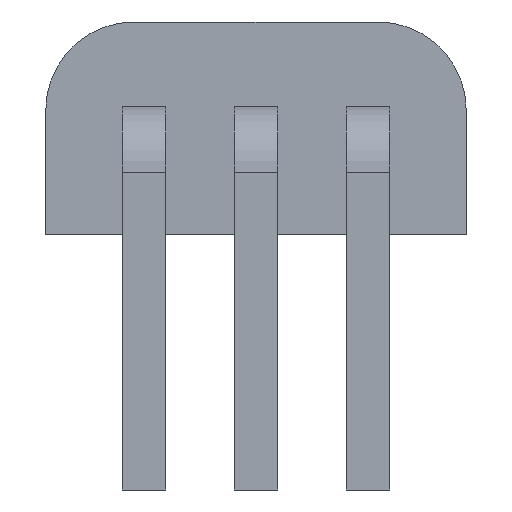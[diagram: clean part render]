
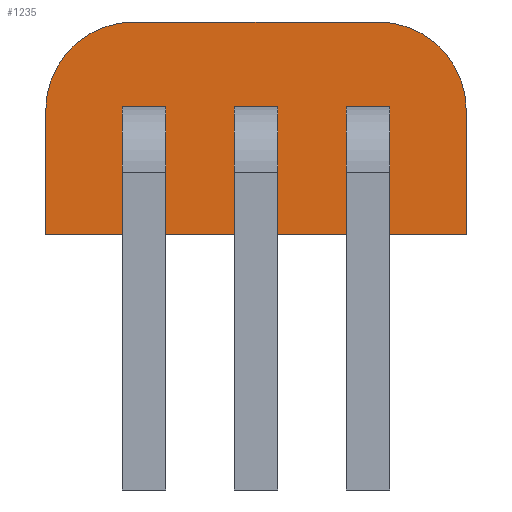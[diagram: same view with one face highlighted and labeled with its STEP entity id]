
A CAD part, front view. The second image highlights one B-rep face of the part: STEP entity #1235.
In plain terms, the highlighted planar face has unit normal (0, -1, 0).
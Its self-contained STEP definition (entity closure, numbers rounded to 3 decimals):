
#1034=CARTESIAN_POINT('',(1.385,2.205,2.41));
#1035=VERTEX_POINT('',#1034);
#1042=CARTESIAN_POINT('',(2.385,2.205,1.41));
#1043=VERTEX_POINT('',#1042);
#1044=CARTESIAN_POINT('',(1.385,2.205,1.41));
#1045=DIRECTION('',(0.,1.0,0.));
#1046=DIRECTION('',(0.707,0.,0.707));
#1047=AXIS2_PLACEMENT_3D('',#1044,#1045,#1046);
#1048=CIRCLE('',#1047,1.0);
#1049=EDGE_CURVE('',#1035,#1043,#1048,.T.);
#1074=CARTESIAN_POINT('',(-1.385,2.205,2.41));
#1075=VERTEX_POINT('',#1074);
#1082=CARTESIAN_POINT('',(-1.385,2.205,2.41));
#1083=DIRECTION('',(1.0,0.0,0.0));
#1084=VECTOR('',#1083,2.77);
#1085=LINE('',#1082,#1084);
#1086=EDGE_CURVE('',#1075,#1035,#1085,.T.);
#1138=CARTESIAN_POINT('',(-2.385,2.205,1.41));
#1139=VERTEX_POINT('',#1138);
#1146=CARTESIAN_POINT('',(-1.385,2.205,1.41));
#1147=DIRECTION('',(0.,1.0,0.));
#1148=DIRECTION('',(-0.707,0.,0.707));
#1149=AXIS2_PLACEMENT_3D('',#1146,#1147,#1148);
#1150=CIRCLE('',#1149,1.0);
#1151=EDGE_CURVE('',#1139,#1075,#1150,.T.);
#1164=CARTESIAN_POINT('',(-2.385,2.205,0.));
#1165=VERTEX_POINT('',#1164);
#1172=CARTESIAN_POINT('',(-2.385,2.205,0.));
#1173=DIRECTION('',(0.0,0.0,1.0));
#1174=VECTOR('',#1173,1.41);
#1175=LINE('',#1172,#1174);
#1176=EDGE_CURVE('',#1165,#1139,#1175,.T.);
#1187=CARTESIAN_POINT('',(2.385,2.205,0.));
#1188=VERTEX_POINT('',#1187);
#1195=CARTESIAN_POINT('',(2.385,2.205,0.));
#1196=DIRECTION('',(-1.0,0.0,0.0));
#1197=VECTOR('',#1196,4.77);
#1198=LINE('',#1195,#1197);
#1199=EDGE_CURVE('',#1188,#1165,#1198,.T.);
#1211=CARTESIAN_POINT('',(2.385,2.205,1.41));
#1212=DIRECTION('',(0.0,0.0,-1.0));
#1213=VECTOR('',#1212,1.41);
#1214=LINE('',#1211,#1213);
#1215=EDGE_CURVE('',#1043,#1188,#1214,.T.);
#1222=CARTESIAN_POINT('',(0.,2.205,1.205));
#1223=DIRECTION('',(0.0,1.0,0.0));
#1224=DIRECTION('',(1.0,0.0,0.0));
#1225=AXIS2_PLACEMENT_3D('',#1222,#1223,#1224);
#1226=PLANE('',#1225);
#1227=ORIENTED_EDGE('',*,*,#1049,.F.);
#1228=ORIENTED_EDGE('',*,*,#1086,.F.);
#1229=ORIENTED_EDGE('',*,*,#1151,.F.);
#1230=ORIENTED_EDGE('',*,*,#1176,.F.);
#1231=ORIENTED_EDGE('',*,*,#1199,.F.);
#1232=ORIENTED_EDGE('',*,*,#1215,.F.);
#1233=EDGE_LOOP('',(#1227,#1228,#1229,#1230,#1231,#1232));
#1234=FACE_OUTER_BOUND('',#1233,.T.);
#1235=ADVANCED_FACE('',(#1234),#1226,.F.);
